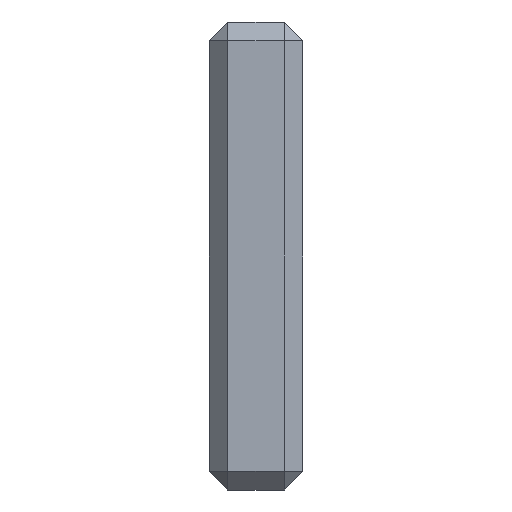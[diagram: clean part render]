
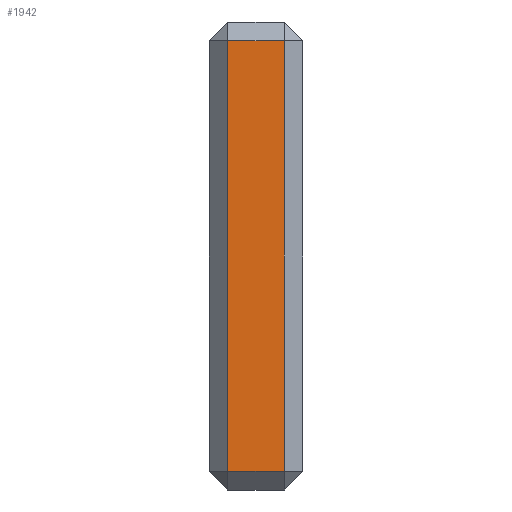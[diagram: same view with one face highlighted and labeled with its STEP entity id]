
A CAD part, left-side view. The second image highlights one B-rep face of the part: STEP entity #1942.
In plain terms, the highlighted planar face has unit normal (-1, 0, 0).
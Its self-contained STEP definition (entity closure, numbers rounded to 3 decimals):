
#347=DIRECTION('',(0.,0.,-1.));
#348=VECTOR('',#347,23.);
#349=CARTESIAN_POINT('',(-244.437,-403.,319.2));
#350=LINE('',#349,#348);
#466=DIRECTION('',(0.,0.,1.));
#467=VECTOR('',#466,23.);
#468=CARTESIAN_POINT('',(-244.437,-400.,296.2));
#469=LINE('',#468,#467);
#480=DIRECTION('',(0.,-1.,0.));
#481=VECTOR('',#480,3.);
#482=CARTESIAN_POINT('',(-244.437,-400.,319.2));
#483=LINE('',#482,#481);
#508=DIRECTION('',(0.,1.,0.));
#509=VECTOR('',#508,3.);
#510=CARTESIAN_POINT('',(-244.437,-403.,296.2));
#511=LINE('',#510,#509);
#1491=CARTESIAN_POINT('',(-244.437,-400.,296.2));
#1492=VERTEX_POINT('',#1491);
#1497=CARTESIAN_POINT('',(-244.437,-403.,296.2));
#1498=VERTEX_POINT('',#1497);
#1500=CARTESIAN_POINT('',(-244.437,-400.,319.2));
#1502=VERTEX_POINT('',#1500);
#1509=CARTESIAN_POINT('',(-244.437,-403.,319.2));
#1510=VERTEX_POINT('',#1509);
#1929=CARTESIAN_POINT('',(-244.437,-399.,265.7));
#1930=DIRECTION('',(-1.,0.,0.));
#1931=DIRECTION('',(0.,-1.,0.));
#1932=AXIS2_PLACEMENT_3D('',#1929,#1930,#1931);
#1933=PLANE('',#1932);
#1934=ORIENTED_EDGE('',*,*,#1913,.T.);
#1936=ORIENTED_EDGE('',*,*,#1935,.T.);
#1937=ORIENTED_EDGE('',*,*,#1749,.T.);
#1939=ORIENTED_EDGE('',*,*,#1938,.T.);
#1940=EDGE_LOOP('',(#1934,#1936,#1937,#1939));
#1941=FACE_OUTER_BOUND('',#1940,.F.);
#1749=EDGE_CURVE('',#1510,#1498,#350,.T.);
#1913=EDGE_CURVE('',#1492,#1502,#469,.T.);
#1935=EDGE_CURVE('',#1502,#1510,#483,.T.);
#1938=EDGE_CURVE('',#1498,#1492,#511,.T.);
#1942=ADVANCED_FACE('',(#1941),#1933,.T.);
